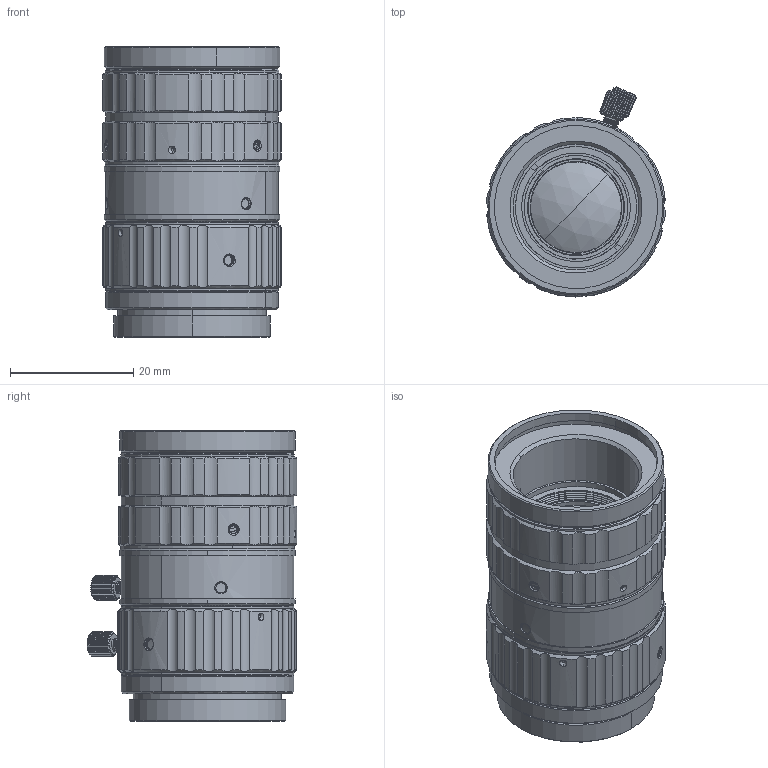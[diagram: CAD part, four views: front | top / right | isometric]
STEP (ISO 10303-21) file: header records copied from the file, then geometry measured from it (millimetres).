
FILE_DESCRIPTION (( 'STEP AP203' ), '1' );
FILE_NAME ('600055.STEP', '2022-02-17T07:26:27', ( '' ), ( '' ), 'SwSTEP 2.0', 'SolidWorks 2020', '' );
FILE_SCHEMA (( 'CONFIG_CONTROL_DESIGN' ));
Length unit declared in the file: millimetre
Products named in the file (1): 600055
Bounding box: 28.98 x 34.01 x 47.12 mm (x, y, z)
Volume: 23336.9 mm3; surface area: 12004.3 mm2
Topology: 12 solids, 14 shells, 1391 faces, 3748 edges, 2428 vertices
Faces by surface type: cylinder 755, plane 296, cone 232, bspline 86, torus 12, sphere 10
Entity records: 80462 total; most frequent: CARTESIAN_POINT 48332, ORIENTED_EDGE 7492, DIRECTION 5550, EDGE_CURVE 3746, VERTEX_POINT 2428, AXIS2_PLACEMENT_3D 2158, B_SPLINE_CURVE_WITH_KNOTS 1643, EDGE_LOOP 1452
